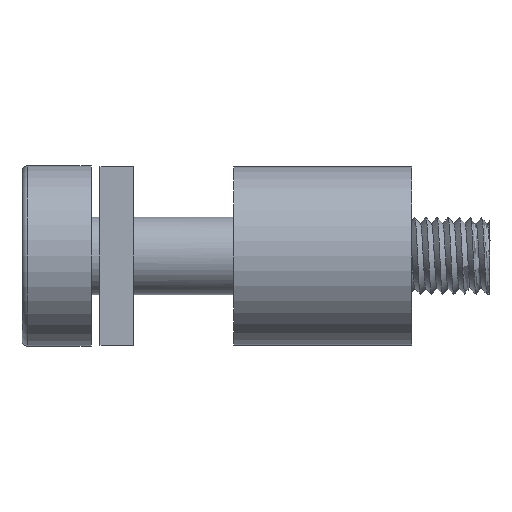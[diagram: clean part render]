
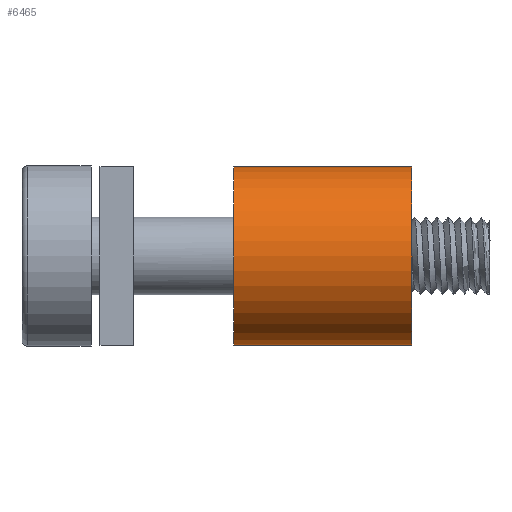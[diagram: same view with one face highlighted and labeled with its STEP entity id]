
A CAD part, left-side view. The second image highlights one B-rep face of the part: STEP entity #6465.
In plain terms, the highlighted cylindrical face has radius 4 mm (diameter 8 mm), a partial arc.
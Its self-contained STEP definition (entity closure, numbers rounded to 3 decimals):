
#381 = EDGE_CURVE ( 'NONE', #7470, #1880, #6649, .T. ) ;
#391 = CARTESIAN_POINT ( 'NONE',  ( 0., -17., -4. ) ) ;
#652 = DIRECTION ( 'NONE',  ( 0., 0., 1. ) ) ;
#750 = EDGE_LOOP ( 'NONE', ( #4140, #3010, #6109, #8540 ) ) ;
#931 = DIRECTION ( 'NONE',  ( 0., -1., 0. ) ) ;
#963 = FACE_OUTER_BOUND ( 'NONE', #750, .T. ) ;
#1093 = CARTESIAN_POINT ( 'NONE',  ( 0., -9., -4. ) ) ;
#1360 = DIRECTION ( 'NONE',  ( 0., 1., 0. ) ) ;
#1458 = CARTESIAN_POINT ( 'NONE',  ( 0., -9., 0. ) ) ;
#1772 = DIRECTION ( 'NONE',  ( 0., 1., 0. ) ) ;
#1880 = VERTEX_POINT ( 'NONE', #1093 ) ;
#2146 = DIRECTION ( 'NONE',  ( 0., 0., -1. ) ) ;
#2147 = CARTESIAN_POINT ( 'NONE',  ( 0., -17., 0. ) ) ;
#2882 = AXIS2_PLACEMENT_3D ( 'NONE', #2147, #2999, #652 ) ;
#2999 = DIRECTION ( 'NONE',  ( 0., 1., 0. ) ) ;
#3010 = ORIENTED_EDGE ( 'NONE', *, *, #3574, .F. ) ;
#3495 = VECTOR ( 'NONE', #1360, 1000. ) ;
#3523 = VECTOR ( 'NONE', #1772, 1000. ) ;
#3574 = EDGE_CURVE ( 'NONE', #6939, #7770, #4351, .T. ) ;
#4041 = EDGE_CURVE ( 'NONE', #6939, #7470, #5516, .T. ) ;
#4140 = ORIENTED_EDGE ( 'NONE', *, *, #5899, .F. ) ;
#4210 = AXIS2_PLACEMENT_3D ( 'NONE', #5015, #931, #5715 ) ;
#4351 = CIRCLE ( 'NONE', #4210, 4. ) ;
#4421 = AXIS2_PLACEMENT_3D ( 'NONE', #1458, #6226, #2146 ) ;
#4750 = CARTESIAN_POINT ( 'NONE',  ( 0., -17., 4. ) ) ;
#5015 = CARTESIAN_POINT ( 'NONE',  ( 0., -17., 0. ) ) ;
#5358 = LINE ( 'NONE', #391, #3523 ) ;
#5444 = CARTESIAN_POINT ( 'NONE',  ( 0., -17., 4. ) ) ;
#5516 = LINE ( 'NONE', #5444, #3495 ) ;
#5540 = CYLINDRICAL_SURFACE ( 'NONE', #2882, 4. ) ;
#5715 = DIRECTION ( 'NONE',  ( 0., 0., -1. ) ) ;
#5899 = EDGE_CURVE ( 'NONE', #7770, #1880, #5358, .T. ) ;
#5951 = CARTESIAN_POINT ( 'NONE',  ( 0., -17., -4. ) ) ;
#6109 = ORIENTED_EDGE ( 'NONE', *, *, #4041, .T. ) ;
#6226 = DIRECTION ( 'NONE',  ( 0., -1., 0. ) ) ;
#6465 = ADVANCED_FACE ( 'NONE', ( #963 ), #5540, .T. ) ;
#6649 = CIRCLE ( 'NONE', #4421, 4. ) ;
#6939 = VERTEX_POINT ( 'NONE', #4750 ) ;
#7470 = VERTEX_POINT ( 'NONE', #7867 ) ;
#7770 = VERTEX_POINT ( 'NONE', #5951 ) ;
#7867 = CARTESIAN_POINT ( 'NONE',  ( 0., -9., 4. ) ) ;
#8540 = ORIENTED_EDGE ( 'NONE', *, *, #381, .T. ) ;
